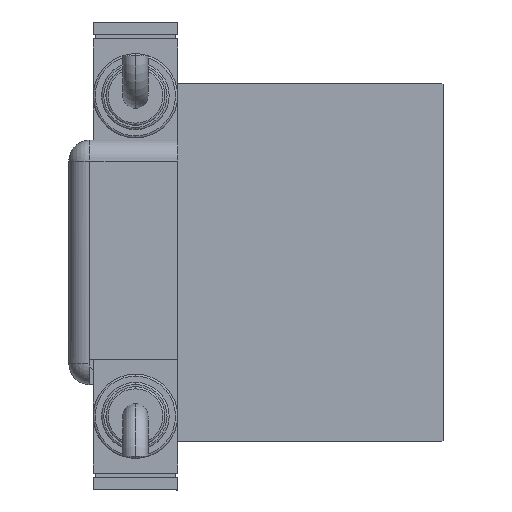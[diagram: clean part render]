
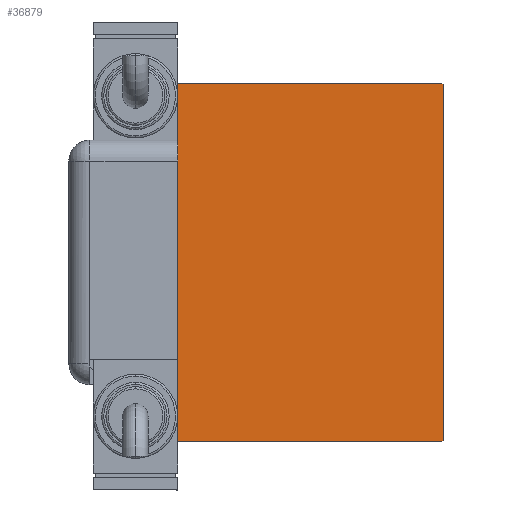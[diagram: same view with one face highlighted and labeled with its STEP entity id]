
A CAD part, left-side view. The second image highlights one B-rep face of the part: STEP entity #36879.
In plain terms, the highlighted face is planar.
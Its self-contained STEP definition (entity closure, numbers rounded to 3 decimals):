
#2064 = VECTOR ( 'NONE', #56356, 1000. ) ;
#3989 = CARTESIAN_POINT ( 'NONE',  ( 88., -31.2, -42.5 ) ) ;
#5277 = DIRECTION ( 'NONE',  ( 0., 0.707, -0.707 ) ) ;
#5955 = VERTEX_POINT ( 'NONE', #3989 ) ;
#6565 = VERTEX_POINT ( 'NONE', #21624 ) ;
#8605 = VERTEX_POINT ( 'NONE', #37187 ) ;
#10089 = EDGE_CURVE ( 'NONE', #30338, #28681, #26711, .T. ) ;
#10952 = DIRECTION ( 'NONE',  ( 0., 1., 0. ) ) ;
#11110 = DIRECTION ( 'NONE',  ( 1., 0., 0. ) ) ;
#11189 = LINE ( 'NONE', #45914, #27678 ) ;
#11515 = AXIS2_PLACEMENT_3D ( 'NONE', #14952, #11110, #33053 ) ;
#14569 = ORIENTED_EDGE ( 'NONE', *, *, #10089, .T. ) ;
#14952 = CARTESIAN_POINT ( 'NONE',  ( 88., 0., 0. ) ) ;
#15023 = EDGE_CURVE ( 'NONE', #56538, #30338, #28752, .T. ) ;
#15551 = PLANE ( 'NONE',  #11515 ) ;
#19263 = LINE ( 'NONE', #19840, #38956 ) ;
#19840 = CARTESIAN_POINT ( 'NONE',  ( 88., -31.5, -42.5 ) ) ;
#19886 = VECTOR ( 'NONE', #22244, 1000. ) ;
#20070 = CARTESIAN_POINT ( 'NONE',  ( 88., -36.85, 36.85 ) ) ;
#20716 = CARTESIAN_POINT ( 'NONE',  ( 88., 36.85, 36.85 ) ) ;
#20821 = VECTOR ( 'NONE', #53209, 1000. ) ;
#21624 = CARTESIAN_POINT ( 'NONE',  ( 88., -31.5, 42.2 ) ) ;
#22244 = DIRECTION ( 'NONE',  ( 0., -1., 0. ) ) ;
#22592 = ORIENTED_EDGE ( 'NONE', *, *, #41232, .T. ) ;
#22799 = DIRECTION ( 'NONE',  ( 0., 0.707, 0.707 ) ) ;
#26007 = CARTESIAN_POINT ( 'NONE',  ( 88., 31.5, 42.2 ) ) ;
#26097 = CARTESIAN_POINT ( 'NONE',  ( 88., 36.85, -36.85 ) ) ;
#26145 = CARTESIAN_POINT ( 'NONE',  ( 88., 31.2, -42.5 ) ) ;
#26711 = LINE ( 'NONE', #44807, #19886 ) ;
#26767 = CARTESIAN_POINT ( 'NONE',  ( 88., -31.5, 42.5 ) ) ;
#26818 = VECTOR ( 'NONE', #55980, 1000. ) ;
#27678 = VECTOR ( 'NONE', #5277, 1000. ) ;
#28612 = ORIENTED_EDGE ( 'NONE', *, *, #38471, .T. ) ;
#28681 = VERTEX_POINT ( 'NONE', #46720 ) ;
#28752 = LINE ( 'NONE', #20716, #2064 ) ;
#28770 = EDGE_CURVE ( 'NONE', #6565, #8605, #52631, .T. ) ;
#30338 = VERTEX_POINT ( 'NONE', #43209 ) ;
#30423 = CARTESIAN_POINT ( 'NONE',  ( 88., 31.5, -42.5 ) ) ;
#30602 = VECTOR ( 'NONE', #22799, 1000. ) ;
#30648 = VECTOR ( 'NONE', #35164, 1000. ) ;
#33053 = DIRECTION ( 'NONE',  ( 0., 0., -1. ) ) ;
#33635 = VERTEX_POINT ( 'NONE', #56935 ) ;
#35164 = DIRECTION ( 'NONE',  ( 0., 0., 1. ) ) ;
#35500 = ORIENTED_EDGE ( 'NONE', *, *, #36116, .T. ) ;
#36116 = EDGE_CURVE ( 'NONE', #5955, #57487, #19263, .T. ) ;
#36879 = ADVANCED_FACE ( 'NONE', ( #47016 ), #15551, .T. ) ;
#37187 = CARTESIAN_POINT ( 'NONE',  ( 88., -31.5, -42.2 ) ) ;
#38471 = EDGE_CURVE ( 'NONE', #8605, #5955, #11189, .T. ) ;
#38956 = VECTOR ( 'NONE', #10952, 1000. ) ;
#39047 = LINE ( 'NONE', #20070, #26818 ) ;
#41232 = EDGE_CURVE ( 'NONE', #57487, #33635, #58432, .T. ) ;
#41902 = EDGE_CURVE ( 'NONE', #28681, #6565, #39047, .T. ) ;
#41977 = EDGE_CURVE ( 'NONE', #33635, #56538, #44353, .T. ) ;
#43209 = CARTESIAN_POINT ( 'NONE',  ( 88., 31.2, 42.5 ) ) ;
#44353 = LINE ( 'NONE', #30423, #30648 ) ;
#44807 = CARTESIAN_POINT ( 'NONE',  ( 88., 31.5, 42.5 ) ) ;
#44883 = ORIENTED_EDGE ( 'NONE', *, *, #41977, .T. ) ;
#45263 = EDGE_LOOP ( 'NONE', ( #35500, #22592, #44883, #47916, #14569, #54572, #56896, #28612 ) ) ;
#45914 = CARTESIAN_POINT ( 'NONE',  ( 88., -36.85, -36.85 ) ) ;
#46720 = CARTESIAN_POINT ( 'NONE',  ( 88., -31.2, 42.5 ) ) ;
#47016 = FACE_OUTER_BOUND ( 'NONE', #45263, .T. ) ;
#47916 = ORIENTED_EDGE ( 'NONE', *, *, #15023, .T. ) ;
#52631 = LINE ( 'NONE', #26767, #20821 ) ;
#53209 = DIRECTION ( 'NONE',  ( 0., 0., -1. ) ) ;
#54572 = ORIENTED_EDGE ( 'NONE', *, *, #41902, .T. ) ;
#55980 = DIRECTION ( 'NONE',  ( 0., -0.707, -0.707 ) ) ;
#56356 = DIRECTION ( 'NONE',  ( 0., -0.707, 0.707 ) ) ;
#56538 = VERTEX_POINT ( 'NONE', #26007 ) ;
#56896 = ORIENTED_EDGE ( 'NONE', *, *, #28770, .T. ) ;
#56935 = CARTESIAN_POINT ( 'NONE',  ( 88., 31.5, -42.2 ) ) ;
#57487 = VERTEX_POINT ( 'NONE', #26145 ) ;
#58432 = LINE ( 'NONE', #26097, #30602 ) ;
